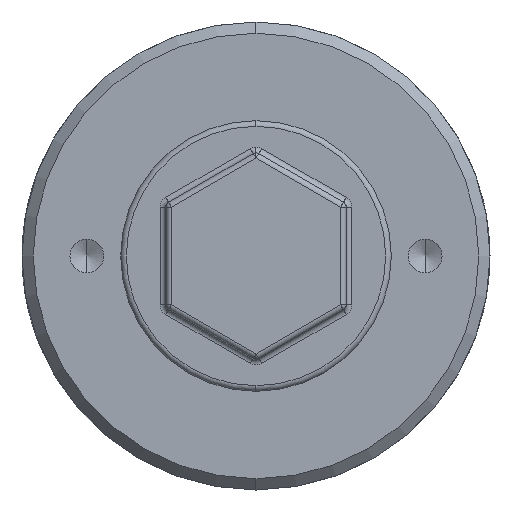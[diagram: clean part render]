
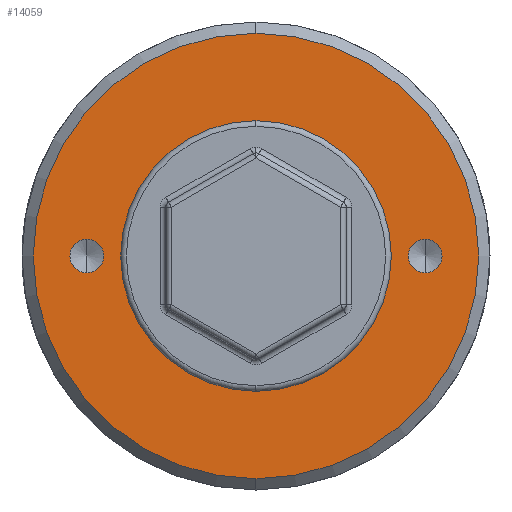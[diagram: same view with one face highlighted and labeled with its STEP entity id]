
A CAD part, left-side view. The second image highlights one B-rep face of the part: STEP entity #14059.
In plain terms, the highlighted planar face has unit normal (-1, 0, 0).
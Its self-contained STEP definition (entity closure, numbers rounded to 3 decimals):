
#464 = VERTEX_POINT ( 'NONE', #7309 ) ;
#530 = DIRECTION ( 'NONE',  ( -1., 0., 0. ) ) ;
#821 = EDGE_CURVE ( 'NONE', #7662, #8213, #11472, .T. ) ;
#872 = DIRECTION ( 'NONE',  ( 1., 0., 0. ) ) ;
#913 = VERTEX_POINT ( 'NONE', #4446 ) ;
#997 = FACE_BOUND ( 'NONE', #9250, .T. ) ;
#1698 = EDGE_CURVE ( 'NONE', #5370, #16255, #13579, .T. ) ;
#1905 = FACE_OUTER_BOUND ( 'NONE', #12259, .T. ) ;
#1931 = EDGE_LOOP ( 'NONE', ( #5133, #14287 ) ) ;
#1994 = DIRECTION ( 'NONE',  ( 0., 0., 1. ) ) ;
#2235 = AXIS2_PLACEMENT_3D ( 'NONE', #13592, #530, #16517 ) ;
#2476 = ORIENTED_EDGE ( 'NONE', *, *, #821, .F. ) ;
#3426 = CARTESIAN_POINT ( 'NONE',  ( -140.9, 15., -1.5 ) ) ;
#3510 = EDGE_CURVE ( 'NONE', #464, #7442, #5842, .T. ) ;
#3809 = VERTEX_POINT ( 'NONE', #7743 ) ;
#3879 = EDGE_CURVE ( 'NONE', #913, #3809, #15428, .T. ) ;
#3914 = EDGE_CURVE ( 'NONE', #16255, #5370, #14051, .T. ) ;
#4192 = ORIENTED_EDGE ( 'NONE', *, *, #1698, .T. ) ;
#4436 = CARTESIAN_POINT ( 'NONE',  ( -140.9, 0., 0. ) ) ;
#4446 = CARTESIAN_POINT ( 'NONE',  ( -140.9, 0., -7.7 ) ) ;
#4695 = ORIENTED_EDGE ( 'NONE', *, *, #5030, .T. ) ;
#4712 = DIRECTION ( 'NONE',  ( 0., 0., 1. ) ) ;
#5030 = EDGE_CURVE ( 'NONE', #3809, #913, #18106, .T. ) ;
#5074 = DIRECTION ( 'NONE',  ( 1., 0., 0. ) ) ;
#5133 = ORIENTED_EDGE ( 'NONE', *, *, #3510, .F. ) ;
#5370 = VERTEX_POINT ( 'NONE', #7182 ) ;
#5411 = DIRECTION ( 'NONE',  ( 0., 0., 1. ) ) ;
#5584 = DIRECTION ( 'NONE',  ( 0., 0., -1. ) ) ;
#5842 = CIRCLE ( 'NONE', #16377, 1.5 ) ;
#6199 = DIRECTION ( 'NONE',  ( 0., 0., 1. ) ) ;
#6422 = PLANE ( 'NONE',  #2235 ) ;
#6602 = CARTESIAN_POINT ( 'NONE',  ( -140.9, 0., 0. ) ) ;
#6703 = AXIS2_PLACEMENT_3D ( 'NONE', #13830, #5074, #5584 ) ;
#6991 = CARTESIAN_POINT ( 'NONE',  ( -140.9, 15., 0. ) ) ;
#7182 = CARTESIAN_POINT ( 'NONE',  ( -140.9, 0., 19.75 ) ) ;
#7309 = CARTESIAN_POINT ( 'NONE',  ( -140.9, -15., 1.5 ) ) ;
#7442 = VERTEX_POINT ( 'NONE', #13842 ) ;
#7570 = DIRECTION ( 'NONE',  ( -1., 0., 0. ) ) ;
#7662 = VERTEX_POINT ( 'NONE', #3426 ) ;
#7743 = CARTESIAN_POINT ( 'NONE',  ( -140.9, 0., 7.7 ) ) ;
#7910 = AXIS2_PLACEMENT_3D ( 'NONE', #9097, #17633, #6199 ) ;
#8213 = VERTEX_POINT ( 'NONE', #14820 ) ;
#8432 = DIRECTION ( 'NONE',  ( -1., 0., 0. ) ) ;
#8928 = FACE_BOUND ( 'NONE', #1931, .T. ) ;
#9097 = CARTESIAN_POINT ( 'NONE',  ( -140.9, 15., 0. ) ) ;
#9178 = EDGE_LOOP ( 'NONE', ( #11194, #2476 ) ) ;
#9250 = EDGE_LOOP ( 'NONE', ( #18531, #4695 ) ) ;
#9544 = CARTESIAN_POINT ( 'NONE',  ( -140.9, 0., 0. ) ) ;
#9701 = ORIENTED_EDGE ( 'NONE', *, *, #3914, .T. ) ;
#10764 = DIRECTION ( 'NONE',  ( 0., 0., 1. ) ) ;
#11194 = ORIENTED_EDGE ( 'NONE', *, *, #11339, .F. ) ;
#11339 = EDGE_CURVE ( 'NONE', #8213, #7662, #14080, .T. ) ;
#11472 = CIRCLE ( 'NONE', #18179, 1.5 ) ;
#12151 = DIRECTION ( 'NONE',  ( -1., 0., 0. ) ) ;
#12259 = EDGE_LOOP ( 'NONE', ( #9701, #4192 ) ) ;
#12380 = AXIS2_PLACEMENT_3D ( 'NONE', #9544, #872, #13566 ) ;
#12761 = FACE_BOUND ( 'NONE', #9178, .T. ) ;
#13566 = DIRECTION ( 'NONE',  ( 0., 0., -1. ) ) ;
#13579 = CIRCLE ( 'NONE', #18544, 19.75 ) ;
#13592 = CARTESIAN_POINT ( 'NONE',  ( -140.9, 0., 0. ) ) ;
#13830 = CARTESIAN_POINT ( 'NONE',  ( -140.9, 0., 0. ) ) ;
#13842 = CARTESIAN_POINT ( 'NONE',  ( -140.9, -15., -1.5 ) ) ;
#14051 = CIRCLE ( 'NONE', #14421, 19.75 ) ;
#14059 = ADVANCED_FACE ( 'NONE', ( #1905, #12761, #8928, #997 ), #6422, .T. ) ;
#14080 = CIRCLE ( 'NONE', #7910, 1.5 ) ;
#14266 = DIRECTION ( 'NONE',  ( 0., 0., 1. ) ) ;
#14287 = ORIENTED_EDGE ( 'NONE', *, *, #15730, .F. ) ;
#14421 = AXIS2_PLACEMENT_3D ( 'NONE', #4436, #17267, #14266 ) ;
#14748 = CARTESIAN_POINT ( 'NONE',  ( -140.9, -15., 0. ) ) ;
#14820 = CARTESIAN_POINT ( 'NONE',  ( -140.9, 15., 1.5 ) ) ;
#14946 = DIRECTION ( 'NONE',  ( -1., 0., 0. ) ) ;
#14957 = AXIS2_PLACEMENT_3D ( 'NONE', #16203, #7570, #4712 ) ;
#15428 = CIRCLE ( 'NONE', #6703, 7.7 ) ;
#15730 = EDGE_CURVE ( 'NONE', #7442, #464, #17515, .T. ) ;
#16203 = CARTESIAN_POINT ( 'NONE',  ( -140.9, -15., 0. ) ) ;
#16255 = VERTEX_POINT ( 'NONE', #18330 ) ;
#16377 = AXIS2_PLACEMENT_3D ( 'NONE', #14748, #14946, #1994 ) ;
#16517 = DIRECTION ( 'NONE',  ( 0., 0., 1. ) ) ;
#17267 = DIRECTION ( 'NONE',  ( -1., 0., 0. ) ) ;
#17515 = CIRCLE ( 'NONE', #14957, 1.5 ) ;
#17633 = DIRECTION ( 'NONE',  ( -1., 0., 0. ) ) ;
#18106 = CIRCLE ( 'NONE', #12380, 7.7 ) ;
#18179 = AXIS2_PLACEMENT_3D ( 'NONE', #6991, #8432, #5411 ) ;
#18330 = CARTESIAN_POINT ( 'NONE',  ( -140.9, 0., -19.75 ) ) ;
#18531 = ORIENTED_EDGE ( 'NONE', *, *, #3879, .T. ) ;
#18544 = AXIS2_PLACEMENT_3D ( 'NONE', #6602, #12151, #10764 ) ;
